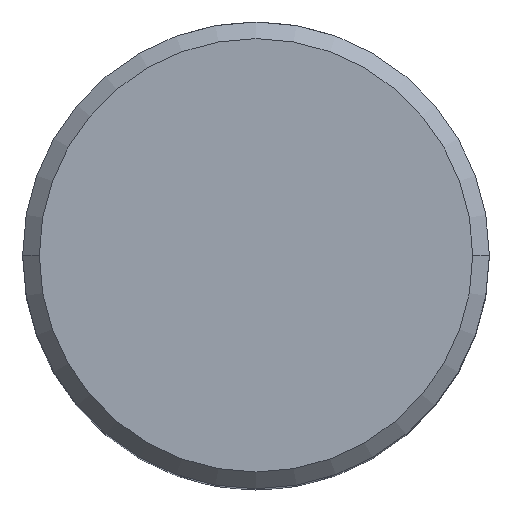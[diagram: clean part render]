
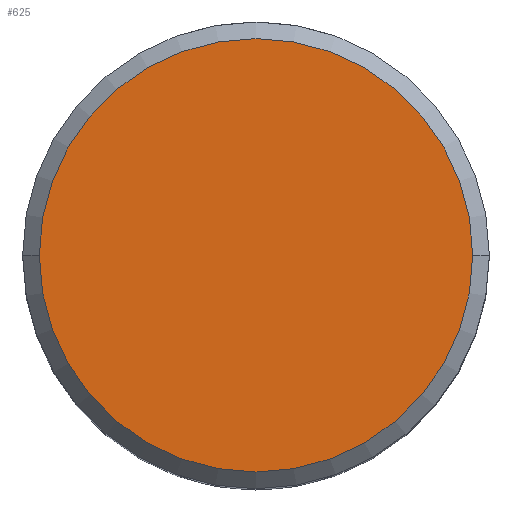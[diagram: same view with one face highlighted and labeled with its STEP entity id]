
A CAD part, top view. The second image highlights one B-rep face of the part: STEP entity #625.
In plain terms, the highlighted planar face has unit normal (0, 0, 1).
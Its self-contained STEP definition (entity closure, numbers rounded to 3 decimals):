
#19 = CIRCLE ( 'NONE', #515, 13. ) ;
#49 = AXIS2_PLACEMENT_3D ( 'NONE', #378, #375, #692 ) ;
#145 = DIRECTION ( 'NONE',  ( 1., 0., 0. ) ) ;
#166 = CARTESIAN_POINT ( 'NONE',  ( 13., 0., 45. ) ) ;
#167 = ORIENTED_EDGE ( 'NONE', *, *, #430, .T. ) ;
#215 = EDGE_CURVE ( 'NONE', #772, #219, #19, .T. ) ;
#219 = VERTEX_POINT ( 'NONE', #408 ) ;
#238 = PLANE ( 'NONE',  #49 ) ;
#258 = DIRECTION ( 'NONE',  ( 0., 0., 1. ) ) ;
#335 = ORIENTED_EDGE ( 'NONE', *, *, #215, .T. ) ;
#342 = DIRECTION ( 'NONE',  ( 0., 0., 1. ) ) ;
#375 = DIRECTION ( 'NONE',  ( 0., 0., 1. ) ) ;
#378 = CARTESIAN_POINT ( 'NONE',  ( 0., 0., 45. ) ) ;
#408 = CARTESIAN_POINT ( 'NONE',  ( -13., 0., 45. ) ) ;
#430 = EDGE_CURVE ( 'NONE', #219, #772, #533, .T. ) ;
#462 = AXIS2_PLACEMENT_3D ( 'NONE', #845, #258, #519 ) ;
#504 = FACE_OUTER_BOUND ( 'NONE', #818, .T. ) ;
#515 = AXIS2_PLACEMENT_3D ( 'NONE', #799, #342, #145 ) ;
#519 = DIRECTION ( 'NONE',  ( 1., 0., 0. ) ) ;
#533 = CIRCLE ( 'NONE', #462, 13. ) ;
#625 = ADVANCED_FACE ( 'NONE', ( #504 ), #238, .T. ) ;
#692 = DIRECTION ( 'NONE',  ( 1., 0., 0. ) ) ;
#772 = VERTEX_POINT ( 'NONE', #166 ) ;
#799 = CARTESIAN_POINT ( 'NONE',  ( 0., 0., 45. ) ) ;
#818 = EDGE_LOOP ( 'NONE', ( #167, #335 ) ) ;
#845 = CARTESIAN_POINT ( 'NONE',  ( 0., 0., 45. ) ) ;
